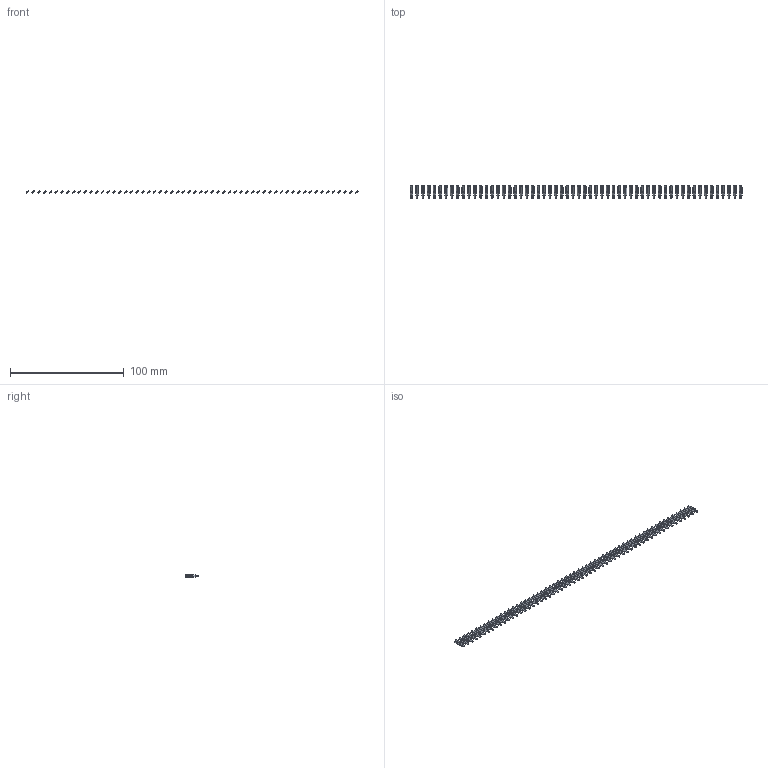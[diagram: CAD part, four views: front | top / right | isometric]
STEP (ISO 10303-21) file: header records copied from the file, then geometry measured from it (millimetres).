
FILE_DESCRIPTION (( 'STEP AP203' ), '1' );
FILE_NAME ('106-058-250-200.STEP', '2020-04-16T20:45:13', ( '' ), ( '' ), 'SwSTEP 2.0', 'SolidWorks 2016', '' );
FILE_SCHEMA (( 'CONFIG_CONTROL_DESIGN' ));
Length unit declared in the file: inch
Products named in the file (2): 100-290-001_100-290-250; 106-058-250-200
Assembly tree (58 placements, depth 2):
  106-058-250-200
    100-290-001_100-290-250  x58
Bounding box: 292.09 x 11.48 x 2.53 mm (x, y, z)
Volume: 905.1 mm3; surface area: 4254.3 mm2
Topology: 58 solids, 58 shells, 1392 faces, 3828 edges, 2552 vertices
Faces by surface type: plane 1160, cylinder 232
Entity records: 2782 total; most frequent: DIRECTION 240, CARTESIAN_POINT 207, ORIENTED_EDGE 132, COORDINATED_UNIVERSAL_TIME_OFFSET 126, LOCAL_TIME 126, DATE_AND_TIME 126, CALENDAR_DATE 126, AXIS2_PLACEMENT_3D 93
